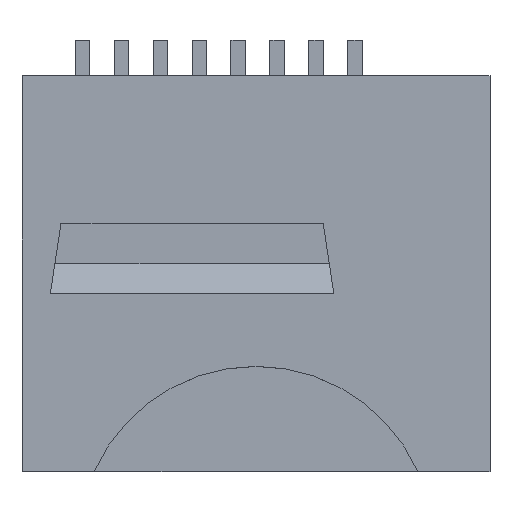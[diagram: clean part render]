
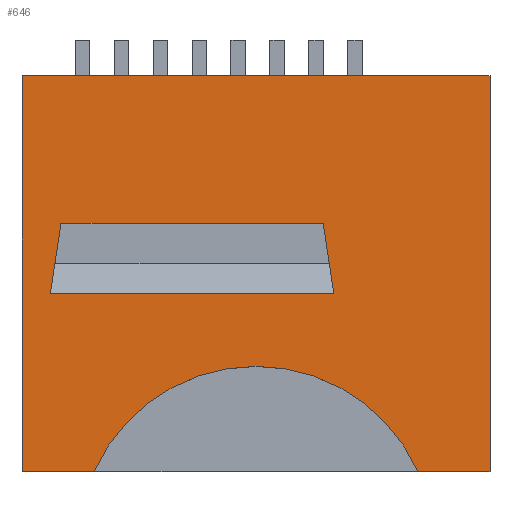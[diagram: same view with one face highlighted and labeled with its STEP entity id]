
A CAD part, top view. The second image highlights one B-rep face of the part: STEP entity #646.
In plain terms, the highlighted planar face has unit normal (0, 0, 1).
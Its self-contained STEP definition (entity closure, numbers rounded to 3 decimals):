
#646=ADVANCED_FACE('',(#1152,#1154),#1156,.T.);
#1152=FACE_BOUND('',#1153,.T.);
#1153=EDGE_LOOP('',(#1461,#1462,#1463,#1464,#1465,#1466));
#1154=FACE_BOUND('',#1155,.T.);
#1155=EDGE_LOOP('',(#1467,#1468,#1469,#1470));
#1156=PLANE('',#1157);
#1157=AXIS2_PLACEMENT_3D('',#1158,#1159,#1160);
#1158=CARTESIAN_POINT('',(0.,0.,2.2));
#1159=DIRECTION('',(0.,0.,1.));
#1160=DIRECTION('',(1.,0.,0.));
#1461=ORIENTED_EDGE('',*,*,#1631,.T.);
#1462=ORIENTED_EDGE('',*,*,#1622,.T.);
#1463=ORIENTED_EDGE('',*,*,#1636,.T.);
#1464=ORIENTED_EDGE('',*,*,#1634,.T.);
#1465=ORIENTED_EDGE('',*,*,#1629,.T.);
#1466=ORIENTED_EDGE('',*,*,#1637,.T.);
#1467=ORIENTED_EDGE('',*,*,#1638,.T.);
#1468=ORIENTED_EDGE('',*,*,#1639,.T.);
#1469=ORIENTED_EDGE('',*,*,#1640,.T.);
#1470=ORIENTED_EDGE('',*,*,#1641,.T.);
#1622=EDGE_CURVE('',#1837,#1835,#1838,.T.);
#1629=EDGE_CURVE('',#1851,#1849,#1852,.T.);
#1631=EDGE_CURVE('',#1854,#1837,#1855,.T.);
#1634=EDGE_CURVE('',#1859,#1851,#1860,.T.);
#1636=EDGE_CURVE('',#1835,#1859,#1862,.T.);
#1637=EDGE_CURVE('',#1849,#1854,#1863,.F.);
#1638=EDGE_CURVE('',#1864,#1865,#1866,.T.);
#1639=EDGE_CURVE('',#1865,#1867,#1868,.T.);
#1640=EDGE_CURVE('',#1867,#1869,#1870,.F.);
#1641=EDGE_CURVE('',#1869,#1864,#1871,.T.);
#1835=VERTEX_POINT('',#2285);
#1837=VERTEX_POINT('',#2289);
#1838=LINE('',#2290,#2291);
#1849=VERTEX_POINT('',#2313);
#1851=VERTEX_POINT('',#2317);
#1852=LINE('',#2318,#2319);
#1854=VERTEX_POINT('',#2324);
#1855=LINE('',#2325,#2326);
#1859=VERTEX_POINT('',#2335);
#1860=LINE('',#2336,#2337);
#1862=LINE('',#2342,#2343);
#1863=CIRCLE('',#2345,5.);
#1864=VERTEX_POINT('',#2349);
#1865=VERTEX_POINT('',#2350);
#1866=LINE('',#2351,#2352);
#1867=VERTEX_POINT('',#2354);
#1868=LINE('',#2355,#2356);
#1869=VERTEX_POINT('',#2358);
#1870=LINE('',#2359,#2360);
#1871=LINE('',#2362,#2363);
#2285=CARTESIAN_POINT('',(3.81,-1.27,2.2));
#2289=CARTESIAN_POINT('',(3.81,-12.446,2.2));
#2290=CARTESIAN_POINT('',(3.81,-12.446,2.2));
#2291=VECTOR('',#2292,1.);
#2292=DIRECTION('',(0.,1.,0.));
#2313=CARTESIAN_POINT('',(-7.362,-12.446,2.2));
#2317=CARTESIAN_POINT('',(-9.398,-12.446,2.2));
#2318=CARTESIAN_POINT('',(-9.398,-12.446,2.2));
#2319=VECTOR('',#2320,1.);
#2320=DIRECTION('',(1.,0.,0.));
#2324=CARTESIAN_POINT('',(1.774,-12.446,2.2));
#2325=CARTESIAN_POINT('',(1.774,-12.446,2.2));
#2326=VECTOR('',#2327,1.);
#2327=DIRECTION('',(1.,0.,0.));
#2335=CARTESIAN_POINT('',(-9.398,-1.27,2.2));
#2336=CARTESIAN_POINT('',(-9.398,-1.27,2.2));
#2337=VECTOR('',#2338,1.);
#2338=DIRECTION('',(0.,-1.,0.));
#2342=CARTESIAN_POINT('',(3.81,-1.27,2.2));
#2343=VECTOR('',#2344,1.);
#2344=DIRECTION('',(-1.,0.,0.));
#2345=AXIS2_PLACEMENT_3D('',#2346,#2347,#2348);
#2346=CARTESIAN_POINT('',(-2.794,-14.478,2.2));
#2347=DIRECTION('',(0.,-0.,1.));
#2348=DIRECTION('',(0.914,0.406,0.));
#2349=CARTESIAN_POINT('',(-0.598,-7.431,2.2));
#2350=CARTESIAN_POINT('',(-8.598,-7.431,2.2));
#2351=CARTESIAN_POINT('',(-0.598,-7.431,2.2));
#2352=VECTOR('',#2353,1.);
#2353=DIRECTION('',(-1.,0.,0.));
#2354=CARTESIAN_POINT('',(-8.298,-5.431,2.2));
#2355=CARTESIAN_POINT('',(-8.598,-7.431,2.2));
#2356=VECTOR('',#2357,1.);
#2357=DIRECTION('',(0.148,0.989,0.));
#2358=CARTESIAN_POINT('',(-0.898,-5.431,2.2));
#2359=CARTESIAN_POINT('',(-0.898,-5.431,2.2));
#2360=VECTOR('',#2361,1.);
#2361=DIRECTION('',(-1.,0.,0.));
#2362=CARTESIAN_POINT('',(-0.898,-5.431,2.2));
#2363=VECTOR('',#2364,1.);
#2364=DIRECTION('',(0.148,-0.989,0.));
